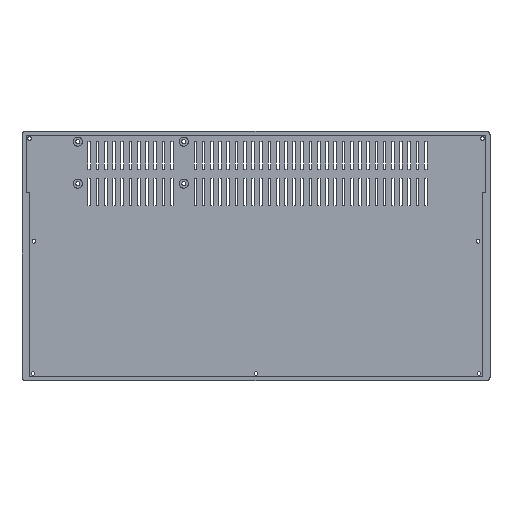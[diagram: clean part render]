
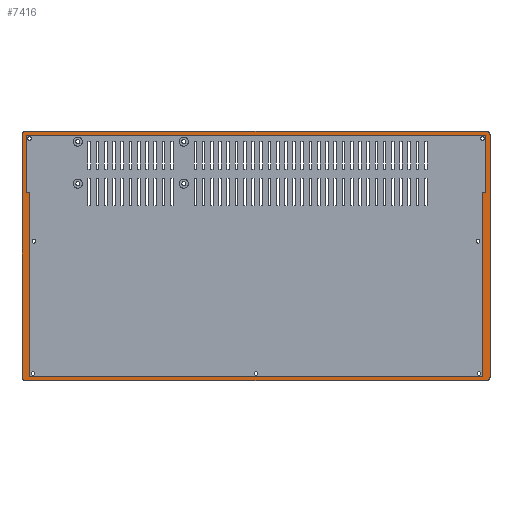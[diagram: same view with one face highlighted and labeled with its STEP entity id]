
A CAD part, top view. The second image highlights one B-rep face of the part: STEP entity #7416.
In plain terms, the highlighted planar face has unit normal (0, 0, 1).
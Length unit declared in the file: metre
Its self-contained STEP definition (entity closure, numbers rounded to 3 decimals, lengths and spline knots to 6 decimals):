
#690=LINE('',#11384,#1690);
#691=LINE('',#11389,#1691);
#692=LINE('',#11393,#1692);
#693=LINE('',#11397,#1693);
#694=LINE('',#11400,#1694);
#695=LINE('',#11403,#1695);
#696=LINE('',#11405,#1696);
#697=LINE('',#11407,#1697);
#698=LINE('',#11409,#1698);
#699=LINE('',#11411,#1699);
#700=LINE('',#11413,#1700);
#701=LINE('',#11415,#1701);
#1690=VECTOR('',#8914,1.);
#1691=VECTOR('',#8917,1.);
#1692=VECTOR('',#8920,1.);
#1693=VECTOR('',#8923,1.);
#1694=VECTOR('',#8926,1.);
#1695=VECTOR('',#8927,1.);
#1696=VECTOR('',#8928,1.);
#1697=VECTOR('',#8929,1.);
#1698=VECTOR('',#8930,1.);
#1699=VECTOR('',#8931,1.);
#1700=VECTOR('',#8932,1.);
#1701=VECTOR('',#8933,1.);
#2716=ORIENTED_EDGE('',*,*,#4806,.F.);
#2717=ORIENTED_EDGE('',*,*,#4807,.F.);
#2718=ORIENTED_EDGE('',*,*,#4808,.F.);
#2719=ORIENTED_EDGE('',*,*,#4809,.F.);
#2720=ORIENTED_EDGE('',*,*,#4810,.T.);
#2721=ORIENTED_EDGE('',*,*,#4811,.F.);
#2722=ORIENTED_EDGE('',*,*,#4812,.F.);
#2723=ORIENTED_EDGE('',*,*,#4813,.F.);
#2724=ORIENTED_EDGE('',*,*,#4814,.F.);
#2725=ORIENTED_EDGE('',*,*,#4815,.T.);
#2726=ORIENTED_EDGE('',*,*,#4816,.T.);
#2727=ORIENTED_EDGE('',*,*,#4817,.T.);
#2728=ORIENTED_EDGE('',*,*,#4818,.F.);
#2729=ORIENTED_EDGE('',*,*,#4819,.F.);
#2730=ORIENTED_EDGE('',*,*,#4820,.T.);
#2731=ORIENTED_EDGE('',*,*,#4821,.F.);
#4806=EDGE_CURVE('',#5851,#5852,#690,.T.);
#4807=EDGE_CURVE('',#5853,#5851,#5908,.T.);
#4808=EDGE_CURVE('',#5854,#5853,#691,.T.);
#4809=EDGE_CURVE('',#5855,#5854,#5909,.T.);
#4810=EDGE_CURVE('',#5855,#5856,#692,.T.);
#4811=EDGE_CURVE('',#5857,#5856,#5910,.T.);
#4812=EDGE_CURVE('',#5858,#5857,#693,.T.);
#4813=EDGE_CURVE('',#5852,#5858,#5911,.T.);
#4814=EDGE_CURVE('',#5859,#5860,#694,.T.);
#4815=EDGE_CURVE('',#5859,#5861,#695,.T.);
#4816=EDGE_CURVE('',#5861,#5862,#696,.T.);
#4817=EDGE_CURVE('',#5862,#5863,#697,.T.);
#4818=EDGE_CURVE('',#5864,#5863,#698,.T.);
#4819=EDGE_CURVE('',#5865,#5864,#699,.T.);
#4820=EDGE_CURVE('',#5865,#5866,#700,.T.);
#4821=EDGE_CURVE('',#5860,#5866,#701,.T.);
#5851=VERTEX_POINT('',#11385);
#5852=VERTEX_POINT('',#11386);
#5853=VERTEX_POINT('',#11388);
#5854=VERTEX_POINT('',#11390);
#5855=VERTEX_POINT('',#11392);
#5856=VERTEX_POINT('',#11394);
#5857=VERTEX_POINT('',#11396);
#5858=VERTEX_POINT('',#11398);
#5859=VERTEX_POINT('',#11401);
#5860=VERTEX_POINT('',#11402);
#5861=VERTEX_POINT('',#11404);
#5862=VERTEX_POINT('',#11406);
#5863=VERTEX_POINT('',#11408);
#5864=VERTEX_POINT('',#11410);
#5865=VERTEX_POINT('',#11412);
#5866=VERTEX_POINT('',#11414);
#5908=CIRCLE('',#7821,0.002004);
#5909=CIRCLE('',#7822,0.002004);
#5910=CIRCLE('',#7823,0.002004);
#5911=CIRCLE('',#7824,0.002004);
#6111=EDGE_LOOP('',(#2716,#2717,#2718,#2719,#2720,#2721,#2722,#2723));
#6112=EDGE_LOOP('',(#2724,#2725,#2726,#2727,#2728,#2729,#2730,#2731));
#6685=FACE_BOUND('',#6111,.T.);
#6686=FACE_BOUND('',#6112,.T.);
#7077=PLANE('',#7820);
#7416=ADVANCED_FACE('',(#6685,#6686),#7077,.F.);
#7820=AXIS2_PLACEMENT_3D('',#11383,#8912,#8913);
#7821=AXIS2_PLACEMENT_3D('',#11387,#8915,#8916);
#7822=AXIS2_PLACEMENT_3D('',#11391,#8918,#8919);
#7823=AXIS2_PLACEMENT_3D('',#11395,#8921,#8922);
#7824=AXIS2_PLACEMENT_3D('',#11399,#8924,#8925);
#8912=DIRECTION('',(0.,0.,-1.));
#8913=DIRECTION('',(1.,0.,0.));
#8914=DIRECTION('',(0.,-1.,0.));
#8915=DIRECTION('',(0.,0.,-1.));
#8916=DIRECTION('',(0.,1.,0.));
#8917=DIRECTION('',(1.,0.,0.));
#8918=DIRECTION('',(0.,0.,-1.));
#8919=DIRECTION('',(0.,1.,0.));
#8920=DIRECTION('',(0.,-1.,0.));
#8921=DIRECTION('',(0.,0.,-1.));
#8922=DIRECTION('',(0.,1.,0.));
#8923=DIRECTION('',(-1.,0.,0.));
#8924=DIRECTION('',(0.,0.,-1.));
#8925=DIRECTION('',(0.,1.,0.));
#8926=DIRECTION('',(0.,-1.,0.));
#8927=DIRECTION('',(1.,0.,0.));
#8928=DIRECTION('',(0.,-1.,0.));
#8929=DIRECTION('',(-1.,0.,0.));
#8930=DIRECTION('',(0.,1.,0.));
#8931=DIRECTION('',(1.,0.,0.));
#8932=DIRECTION('',(0.,1.,0.));
#8933=DIRECTION('',(1.,0.,0.));
#11383=CARTESIAN_POINT('',(0.,-0.008,0.));
#11384=CARTESIAN_POINT('',(0.128,-0.008,0.));
#11385=CARTESIAN_POINT('',(0.128,0.058236,0.));
#11386=CARTESIAN_POINT('',(0.128,-0.07424,0.));
#11387=CARTESIAN_POINT('',(0.125996,0.058236,0.));
#11388=CARTESIAN_POINT('',(0.125996,0.06024,0.));
#11389=CARTESIAN_POINT('',(0.,0.06024,0.));
#11390=CARTESIAN_POINT('',(-0.125996,0.06024,0.));
#11391=CARTESIAN_POINT('',(-0.125996,0.058236,0.));
#11392=CARTESIAN_POINT('',(-0.128,0.058236,0.));
#11393=CARTESIAN_POINT('',(-0.128,-0.008,0.));
#11394=CARTESIAN_POINT('',(-0.128,-0.07424,0.));
#11395=CARTESIAN_POINT('',(-0.125996,-0.074236,0.));
#11396=CARTESIAN_POINT('',(-0.126,-0.07624,0.));
#11397=CARTESIAN_POINT('',(0.128,-0.07624,0.));
#11398=CARTESIAN_POINT('',(0.126,-0.07624,0.));
#11399=CARTESIAN_POINT('',(0.125996,-0.074236,0.));
#11400=CARTESIAN_POINT('',(-0.1258,0.042363,0.));
#11401=CARTESIAN_POINT('',(-0.1258,0.05804,0.));
#11402=CARTESIAN_POINT('',(-0.1258,0.026686,0.));
#11403=CARTESIAN_POINT('',(0.,0.05804,0.));
#11404=CARTESIAN_POINT('',(0.1258,0.05804,0.));
#11405=CARTESIAN_POINT('',(0.1258,0.042363,0.));
#11406=CARTESIAN_POINT('',(0.1258,0.026686,0.));
#11407=CARTESIAN_POINT('',(0.1248,0.026686,0.));
#11408=CARTESIAN_POINT('',(0.1238,0.026686,0.));
#11409=CARTESIAN_POINT('',(0.1238,-0.023677,0.));
#11410=CARTESIAN_POINT('',(0.1238,-0.07404,0.));
#11411=CARTESIAN_POINT('',(0.,-0.07404,0.));
#11412=CARTESIAN_POINT('',(-0.1238,-0.07404,0.));
#11413=CARTESIAN_POINT('',(-0.1238,-0.023677,0.));
#11414=CARTESIAN_POINT('',(-0.1238,0.026686,0.));
#11415=CARTESIAN_POINT('',(-0.1248,0.026686,0.));
